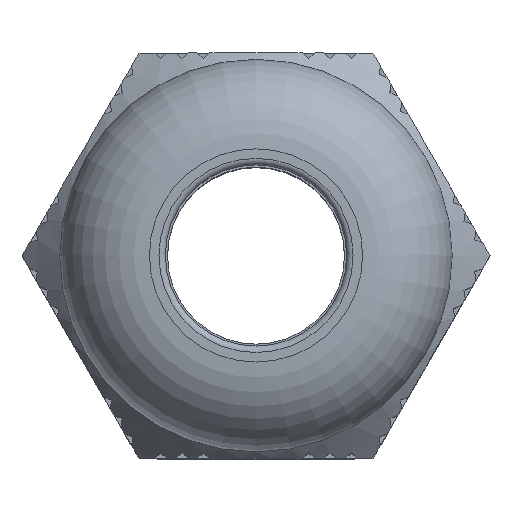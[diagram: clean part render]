
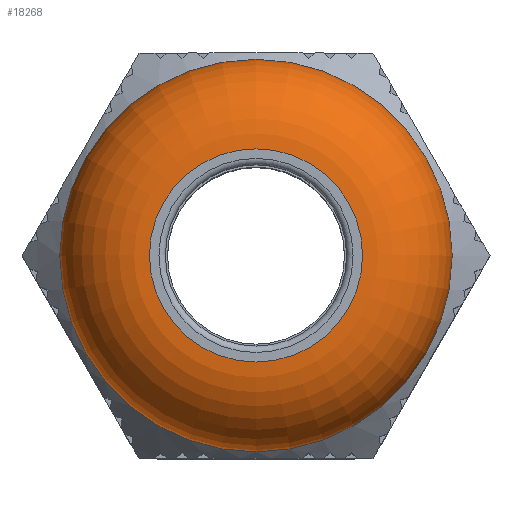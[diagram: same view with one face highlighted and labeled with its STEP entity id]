
A CAD part, top view. The second image highlights one B-rep face of the part: STEP entity #18268.
In plain terms, the highlighted toroidal (fillet/blend) face has major radius 4.997 mm and minor radius 4.2 mm.
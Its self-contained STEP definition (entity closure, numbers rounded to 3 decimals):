
#13851=CARTESIAN_POINT('',(4.997,0.,15.5));
#13852=VERTEX_POINT('',#13851);
#13853=CARTESIAN_POINT('',(0.0,0.0,15.5));
#13854=DIRECTION('',(0.0,0.0,-1.0));
#13855=DIRECTION('',(-1.0,0.0,0.0));
#13856=AXIS2_PLACEMENT_3D('',#13853,#13854,#13855);
#13857=CIRCLE('',#13856,4.997);
#13858=EDGE_CURVE('',#13852,#13852,#13857,.T.);
#18249=CARTESIAN_POINT('',(0.0,0.0,11.3));
#18250=DIRECTION('',(0.0,0.0,-1.0));
#18251=DIRECTION('',(-1.0,0.0,0.0));
#18252=AXIS2_PLACEMENT_3D('',#18249,#18250,#18251);
#18253=TOROIDAL_SURFACE('',#18252,4.997,4.2);
#18254=ORIENTED_EDGE('',*,*,#13858,.T.);
#18255=EDGE_LOOP('',(#18254));
#18256=FACE_OUTER_BOUND('',#18255,.T.);
#18257=CARTESIAN_POINT('',(9.197,0.,11.3));
#18258=VERTEX_POINT('',#18257);
#18259=CARTESIAN_POINT('',(0.0,0.0,11.3));
#18260=DIRECTION('',(0.0,0.0,1.0));
#18261=DIRECTION('',(-1.0,0.0,0.0));
#18262=AXIS2_PLACEMENT_3D('',#18259,#18260,#18261);
#18263=CIRCLE('',#18262,9.197);
#18264=EDGE_CURVE('',#18258,#18258,#18263,.T.);
#18265=ORIENTED_EDGE('',*,*,#18264,.T.);
#18266=EDGE_LOOP('',(#18265));
#18267=FACE_BOUND('',#18266,.T.);
#18268=ADVANCED_FACE('',(#18256,#18267),#18253,.T.);
